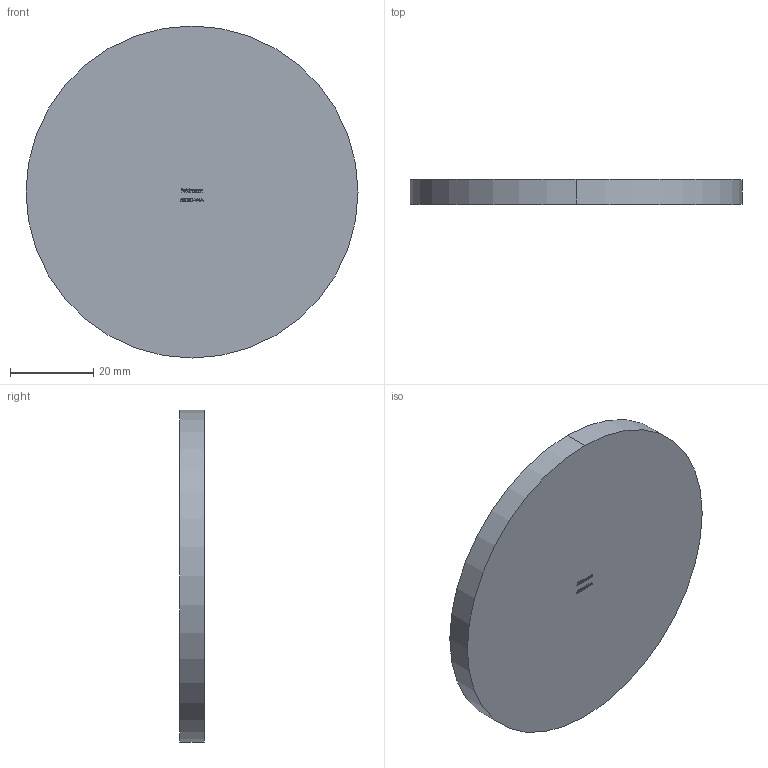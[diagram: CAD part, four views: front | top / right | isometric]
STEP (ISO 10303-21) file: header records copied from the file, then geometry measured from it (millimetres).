
FILE_DESCRIPTION (( 'STEP AP203' ), '1' );
FILE_NAME ('53080-V4A.step', '2020-10-16T11:32:23', ( '' ), ( '' ), 'SwSTEP 2.0', 'SolidWorks 2018', '' );
FILE_SCHEMA (( 'CONFIG_CONTROL_DESIGN' ));
Length unit declared in the file: millimetre
Products named in the file (2): 53080-V4A
Bounding box: 80 x 6 x 80 mm (x, y, z)
Volume: 30159.1 mm3; surface area: 11567 mm2
Topology: 1 solids, 1 shells, 233 faces, 615 edges, 410 vertices
Faces by surface type: plane 126, bspline 105, cylinder 2
Entity records: 13050 total; most frequent: CARTESIAN_POINT 7837, ORIENTED_EDGE 1230, DIRECTION 669, EDGE_CURVE 615, VERTEX_POINT 410, LINE 401, VECTOR 401, EDGE_LOOP 259
